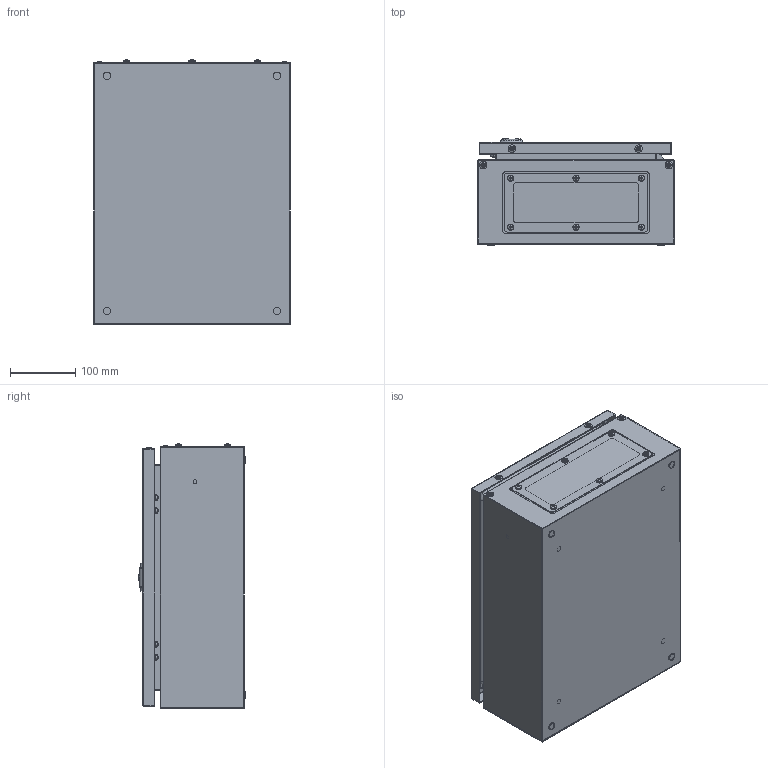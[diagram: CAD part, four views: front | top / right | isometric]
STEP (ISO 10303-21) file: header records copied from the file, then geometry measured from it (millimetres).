
FILE_DESCRIPTION (( 'STEP AP203' ), '1' );
FILE_NAME ('09 WST4030150 400Hx300Wx155D.STEP', '2018-10-31T11:13:22', ( '' ), ( '' ), 'SwSTEP 2.0', 'SolidWorks 2018', '' );
FILE_SCHEMA (( 'CONFIG_CONTROL_DESIGN' ));
Length unit declared in the file: millimetre
Products named in the file (23): Sac Kilit Dili 10x48sch2018; 8.5 tipa std; Centikli Plastik Sol Kilit Gövdesch2018_boŸ; 09 WST4030150 400Hx300Wx155D; WTAlt Sac Kapak 1,2mm_300x155; Centikli Plastik Kilit Sac Dil Civatasýsch2018; WTErkek Mentese; pan cross head_am1_B18.6.7M - M5 x 0.8 x 10 Type I Cross Recessed PHMS --10N; WTMontaj Plakasi_300x400x200; pan cross head_am_B18.6.7M - M5 x 0.8 x 8 Type I Cross Recessed PHMS --8N; WTDisi Mentese; Centikli Plastik Kilit Contasch2018; CAP 6,6  TIPA DUZ; ARES-DM Kapak Ýç Atký_PP 17.0002-400H; cap 6,6 plastik tipa; WT DM 琄 Kapak (2017ME) 1,2mm_300x400; WTMentese Pimi; Centikli Plastik Kilit Double Bit Yuvasch2018; kapak saci 300_DefaultSM-FLAT-PATTERN; Centikli Plastik Kilit Montaj schrack_boŸ dik; WTUst Sac Kapak 1,2mm_300x155; WTMentese; WTGovde 1,2mm_300x400x155
Assembly tree (43 placements, depth 3):
  09 WST4030150 400Hx300Wx155D
    WTGovde 1,2mm_300x400x155
    WTAlt Sac Kapak 1,2mm_300x155
    WTUst Sac Kapak 1,2mm_300x155
    WTMentese
      WTDisi Mentese
      WTErkek Mentese
      WTMentese Pimi  x2
    WTMontaj Plakasi_300x400x200
    pan cross head_am_B18.6.7M - M5 x 0.8 x 8 Type I Cross Recessed PHMS --8N  x4
    WT DM 琄 Kapak (2017ME) 1,2mm_300x400
    kapak saci 300_DefaultSM-FLAT-PATTERN
    Centikli Plastik Kilit Montaj schrack_boŸ dik
      Centikli Plastik Sol Kilit Gövdesch2018_boŸ
      Centikli Plastik Kilit Contasch2018
      Centikli Plastik Kilit Double Bit Yuvasch2018
      Sac Kilit Dili 10x48sch2018
      Centikli Plastik Kilit Sac Dil Civatasýsch2018
    ARES-DM Kapak Ýç Atký_PP 17.0002-400H  x2
    CAP 6,6  TIPA DUZ  x4
    cap 6,6 plastik tipa  x6
    8.5 tipa std  x4
    pan cross head_am1_B18.6.7M - M5 x 0.8 x 10 Type I Cross Recessed PHMS --10N  x6
Bounding box: 300.02 x 162.53 x 404.41 mm (x, y, z)
Volume: 957925.3 mm3; surface area: 1304541.6 mm2
Topology: 41 solids, 41 shells, 1405 faces, 3303 edges, 2024 vertices
Faces by surface type: plane 738, cylinder 433, torus 92, cone 63, bspline 59, sphere 20
Entity records: 34985 total; most frequent: CARTESIAN_POINT 8700, DIRECTION 4855, ORIENTED_EDGE 4810, EDGE_CURVE 2405, AXIS2_PLACEMENT_3D 1690, VERTEX_POINT 1494, VECTOR 1475, LINE 1475
